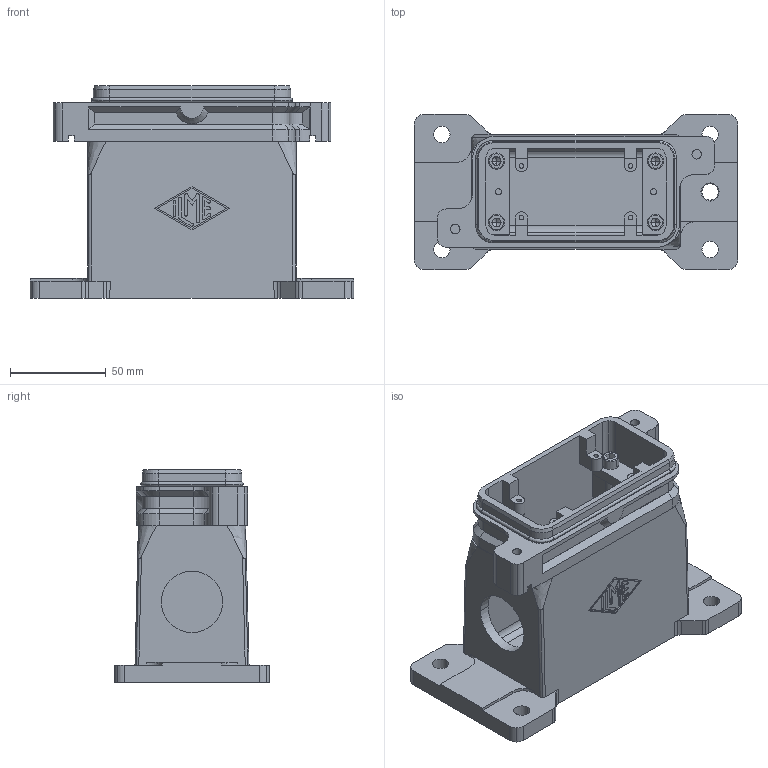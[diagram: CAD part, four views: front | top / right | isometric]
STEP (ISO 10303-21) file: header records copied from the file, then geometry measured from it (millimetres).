
FILE_DESCRIPTION(('Creo Elements/Direct Modeling STEP Export'),'2;1');
FILE_NAME('0ln7uvk49bo4dfu2532','2017-02-23T16:17:43',(''),(''),'PTC Creo Elements/Direct Modeling STEP processor for AP214 (Solid Model)','PTC Creo Elements/Direct Modeling 19.0E 27-Jun-2016 (C) Parametric Technology GmbH','');
FILE_SCHEMA(('AUTOMOTIVE_DESIGN { 1 0 10303 214 1 1 1 1 }'));
Length unit declared in the file: millimetre
Products named in the file (1): MGPE_10.32
Bounding box: 169 x 81 x 111 mm (x, y, z)
Volume: 315321.9 mm3; surface area: 103362.2 mm2
Topology: 1 solids, 7 shells, 563 faces, 1485 edges, 930 vertices
Faces by surface type: plane 269, cylinder 216, cone 46, torus 24, sphere 4, bspline 4
Entity records: 22887 total; most frequent: CARTESIAN_POINT 4177, DIRECTION 3057, ORIENTED_EDGE 2930, EDGE_CURVE 1465, AXIS2_PLACEMENT_3D 1092, VERTEX_POINT 930, VECTOR 873, LINE 873
